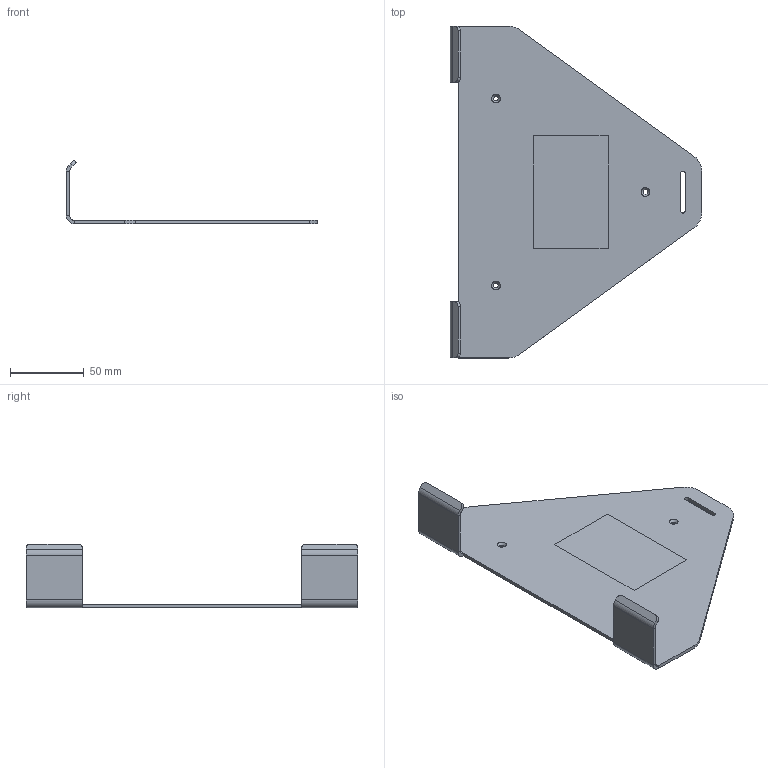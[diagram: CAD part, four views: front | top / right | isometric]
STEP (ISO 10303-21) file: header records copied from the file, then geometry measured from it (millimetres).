
FILE_DESCRIPTION (( 'STEP AP214' ), '1' );
FILE_NAME ('Riser Tension Plate_Weighted.STEP', '2023-05-17T11:14:42', ( '' ), ( '' ), 'SwSTEP 2.0', 'SolidWorks 2023', '' );
FILE_SCHEMA (( 'AUTOMOTIVE_DESIGN' ));
Length unit declared in the file: inch
Products named in the file (1): Riser Tension Plate_Weighted
Bounding box: 170.59 x 225.43 x 43.27 mm (x, y, z)
Volume: 66664.6 mm3; surface area: 59833.8 mm2
Topology: 1 solids, 1 shells, 61 faces, 143 edges, 85 vertices
Faces by surface type: plane 37, cylinder 21, cone 3
Full cylindrical faces by diameter (mm): 3.264 x3
Entity records: 1727 total; most frequent: DIRECTION 306, CARTESIAN_POINT 284, ORIENTED_EDGE 274, EDGE_CURVE 137, AXIS2_PLACEMENT_3D 107, VECTOR 92, LINE 92, VERTEX_POINT 85
